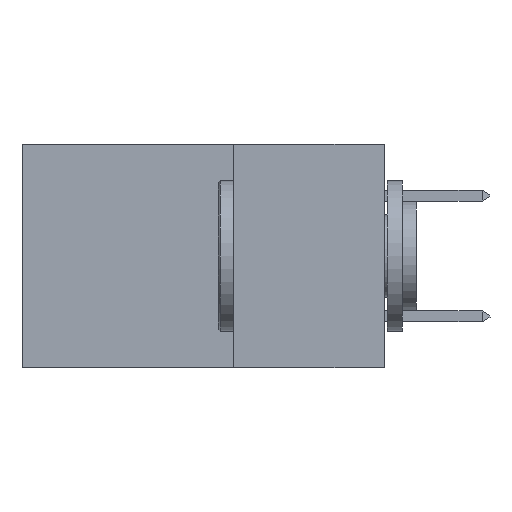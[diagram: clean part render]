
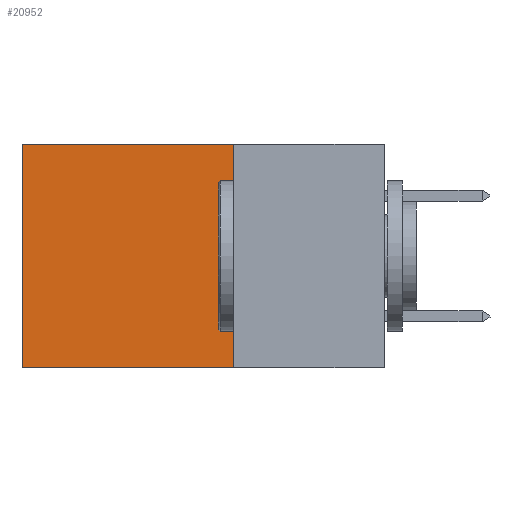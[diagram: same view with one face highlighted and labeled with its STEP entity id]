
A CAD part, left-side view. The second image highlights one B-rep face of the part: STEP entity #20952.
In plain terms, the highlighted planar face has unit normal (-1, 0, 0).
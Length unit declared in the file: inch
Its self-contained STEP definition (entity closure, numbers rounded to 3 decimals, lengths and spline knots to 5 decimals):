
#902 = EDGE_CURVE ( 'NONE', #14308, #18947, #12332, .T. ) ;
#1525 = CARTESIAN_POINT ( 'NONE',  ( 0.2875, 0.25, 0. ) ) ;
#2015 = CARTESIAN_POINT ( 'NONE',  ( 0.2875, 0.25, -0.37 ) ) ;
#2695 = LINE ( 'NONE', #3771, #12028 ) ;
#2949 = DIRECTION ( 'NONE',  ( 0., 1., 0. ) ) ;
#3275 = DIRECTION ( 'NONE',  ( 1., 0., 0. ) ) ;
#3708 = VERTEX_POINT ( 'NONE', #18152 ) ;
#3771 = CARTESIAN_POINT ( 'NONE',  ( 0.2875, 0.25, 0. ) ) ;
#3780 = EDGE_CURVE ( 'NONE', #18947, #16767, #17856, .T. ) ;
#3838 = ORIENTED_EDGE ( 'NONE', *, *, #3780, .T. ) ;
#5973 = LINE ( 'NONE', #2015, #7112 ) ;
#7112 = VECTOR ( 'NONE', #16858, 39.37008 ) ;
#8803 = EDGE_CURVE ( 'NONE', #14308, #3708, #2695, .T. ) ;
#8856 = EDGE_CURVE ( 'NONE', #3708, #16767, #5973, .T. ) ;
#10229 = FACE_OUTER_BOUND ( 'NONE', #17448, .T. ) ;
#12028 = VECTOR ( 'NONE', #13059, 39.37008 ) ;
#12332 = LINE ( 'NONE', #12908, #21356 ) ;
#12905 = CARTESIAN_POINT ( 'NONE',  ( 0.2875, 0.6, -0.37 ) ) ;
#12908 = CARTESIAN_POINT ( 'NONE',  ( 0.2875, 0.25, 0. ) ) ;
#13059 = DIRECTION ( 'NONE',  ( 0., 0., -1. ) ) ;
#14308 = VERTEX_POINT ( 'NONE', #1525 ) ;
#14458 = CARTESIAN_POINT ( 'NONE',  ( 0.2875, 0.25, 0. ) ) ;
#14629 = ORIENTED_EDGE ( 'NONE', *, *, #8856, .F. ) ;
#15836 = AXIS2_PLACEMENT_3D ( 'NONE', #14458, #3275, #16242 ) ;
#16242 = DIRECTION ( 'NONE',  ( 0., 0., -1. ) ) ;
#16358 = DIRECTION ( 'NONE',  ( 0., 0., -1. ) ) ;
#16584 = CARTESIAN_POINT ( 'NONE',  ( 0.2875, 0.6, 0. ) ) ;
#16767 = VERTEX_POINT ( 'NONE', #12905 ) ;
#16858 = DIRECTION ( 'NONE',  ( 0., 1., 0. ) ) ;
#17448 = EDGE_LOOP ( 'NONE', ( #3838, #14629, #21367, #21648 ) ) ;
#17856 = LINE ( 'NONE', #16584, #22035 ) ;
#18152 = CARTESIAN_POINT ( 'NONE',  ( 0.2875, 0.25, -0.37 ) ) ;
#18947 = VERTEX_POINT ( 'NONE', #22278 ) ;
#20952 = ADVANCED_FACE ( 'NONE', ( #10229 ), #23336, .F. ) ;
#21356 = VECTOR ( 'NONE', #2949, 39.37008 ) ;
#21367 = ORIENTED_EDGE ( 'NONE', *, *, #8803, .F. ) ;
#21648 = ORIENTED_EDGE ( 'NONE', *, *, #902, .T. ) ;
#22035 = VECTOR ( 'NONE', #16358, 39.37008 ) ;
#22278 = CARTESIAN_POINT ( 'NONE',  ( 0.2875, 0.6, 0. ) ) ;
#23336 = PLANE ( 'NONE',  #15836 ) ;
